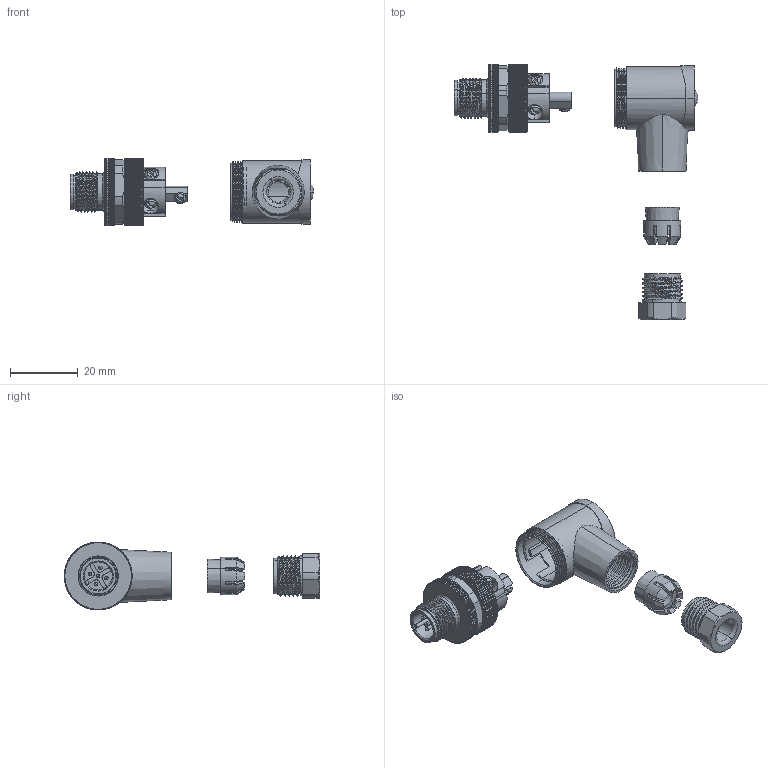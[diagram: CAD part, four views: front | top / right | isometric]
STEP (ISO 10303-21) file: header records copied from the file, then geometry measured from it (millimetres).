
FILE_DESCRIPTION (( 'STEP AP203' ), '1' );
FILE_NAME ('55-00278_revA.STEP', '2024-07-16T00:46:04', ( '' ), ( '' ), 'SwSTEP 2.0', 'SolidWorks 2021', '' );
FILE_SCHEMA (( 'CONFIG_CONTROL_DESIGN' ));
Length unit declared in the file: millimetre
Products named in the file (12): 55-00278-09___; 55-00278_revA; 55-00278-06___; 55-00278-01___; 55-00278-03___; 55-00278-10___; 55-00278-05___; 55-00278-02; 55-00278-04___; 55-00278-11___; 55-00278-08___; 55-00278-07___
Assembly tree (18 placements, depth 2):
  55-00278_revA
    55-00278-01___
    55-00278-02
    55-00278-03___
    55-00278-04___
    55-00278-06___
    55-00278-07___  x4
    55-00278-08___  x5
    55-00278-05___
    55-00278-09___
    55-00278-10___
    55-00278-11___
Bounding box: 71.87 x 75.34 x 20 mm (x, y, z)
Volume: 9128.8 mm3; surface area: 14250.4 mm2
Topology: 18 solids, 18 shells, 1652 faces, 3962 edges, 2371 vertices
Faces by surface type: plane 576, cylinder 540, cone 458, sphere 34, bspline 34, torus 10
Entity records: 54973 total; most frequent: CARTESIAN_POINT 21707, ORIENTED_EDGE 6856, DIRECTION 6476, EDGE_CURVE 3428, AXIS2_PLACEMENT_3D 2677, VERTEX_POINT 2027, EDGE_LOOP 1529, FACE_OUTER_BOUND 1458
